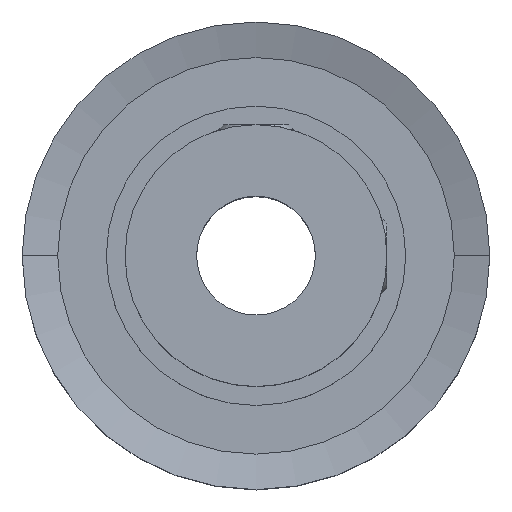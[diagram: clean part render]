
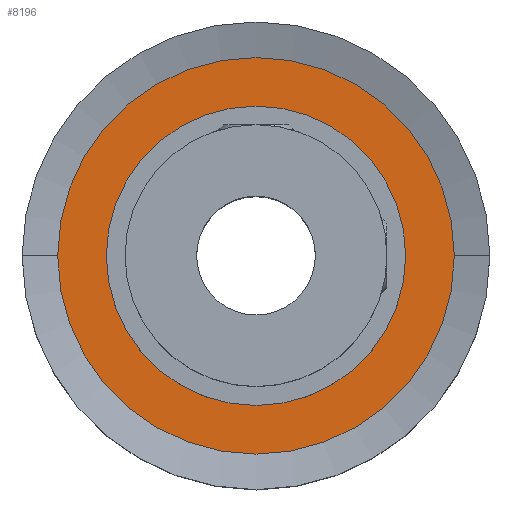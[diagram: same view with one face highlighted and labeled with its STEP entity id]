
A CAD part, top view. The second image highlights one B-rep face of the part: STEP entity #8196.
In plain terms, the highlighted planar face has unit normal (0, 0, 1).
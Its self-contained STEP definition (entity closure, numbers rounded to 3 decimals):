
#116 = DIRECTION ( 'NONE',  ( 1., 0., 0. ) ) ;
#473 = PLANE ( 'NONE',  #2248 ) ;
#590 = DIRECTION ( 'NONE',  ( 0., 0., -1. ) ) ;
#648 = FACE_BOUND ( 'NONE', #11605, .T. ) ;
#896 = DIRECTION ( 'NONE',  ( 0., 0., 1. ) ) ;
#1140 = AXIS2_PLACEMENT_3D ( 'NONE', #3992, #3386, #5149 ) ;
#1834 = CARTESIAN_POINT ( 'NONE',  ( 0., 0., 10.5 ) ) ;
#2248 = AXIS2_PLACEMENT_3D ( 'NONE', #4200, #590, #4261 ) ;
#2266 = AXIS2_PLACEMENT_3D ( 'NONE', #1834, #896, #10760 ) ;
#2506 = EDGE_CURVE ( 'NONE', #8262, #6016, #10328, .T. ) ;
#2955 = CARTESIAN_POINT ( 'NONE',  ( 0., 0., 10.5 ) ) ;
#3046 = CIRCLE ( 'NONE', #7551, 8. ) ;
#3211 = AXIS2_PLACEMENT_3D ( 'NONE', #10689, #6210, #116 ) ;
#3386 = DIRECTION ( 'NONE',  ( 0., 0., 1. ) ) ;
#3992 = CARTESIAN_POINT ( 'NONE',  ( 0., 0., 10.5 ) ) ;
#4065 = ORIENTED_EDGE ( 'NONE', *, *, #9093, .T. ) ;
#4164 = CIRCLE ( 'NONE', #1140, 8. ) ;
#4200 = CARTESIAN_POINT ( 'NONE',  ( 0., 0., 10.5 ) ) ;
#4261 = DIRECTION ( 'NONE',  ( -1., 0., 0. ) ) ;
#4350 = VERTEX_POINT ( 'NONE', #5355 ) ;
#4358 = CIRCLE ( 'NONE', #2266, 10.6 ) ;
#5042 = EDGE_LOOP ( 'NONE', ( #4065, #11576 ) ) ;
#5149 = DIRECTION ( 'NONE',  ( 1., 0., 0. ) ) ;
#5355 = CARTESIAN_POINT ( 'NONE',  ( 8., 0., 10.5 ) ) ;
#5659 = DIRECTION ( 'NONE',  ( 0., 0., 1. ) ) ;
#6016 = VERTEX_POINT ( 'NONE', #7321 ) ;
#6026 = CARTESIAN_POINT ( 'NONE',  ( -10.6, 0., 10.5 ) ) ;
#6210 = DIRECTION ( 'NONE',  ( 0., 0., 1. ) ) ;
#6615 = DIRECTION ( 'NONE',  ( 1., 0., 0. ) ) ;
#6735 = ORIENTED_EDGE ( 'NONE', *, *, #9635, .F. ) ;
#6743 = ORIENTED_EDGE ( 'NONE', *, *, #8940, .F. ) ;
#7321 = CARTESIAN_POINT ( 'NONE',  ( 10.6, 0., 10.5 ) ) ;
#7551 = AXIS2_PLACEMENT_3D ( 'NONE', #2955, #5659, #6615 ) ;
#7854 = FACE_OUTER_BOUND ( 'NONE', #5042, .T. ) ;
#8091 = CARTESIAN_POINT ( 'NONE',  ( -8., 0., 10.5 ) ) ;
#8196 = ADVANCED_FACE ( 'NONE', ( #648, #7854 ), #473, .F. ) ;
#8262 = VERTEX_POINT ( 'NONE', #6026 ) ;
#8940 = EDGE_CURVE ( 'NONE', #9453, #4350, #4164, .T. ) ;
#9093 = EDGE_CURVE ( 'NONE', #6016, #8262, #4358, .T. ) ;
#9453 = VERTEX_POINT ( 'NONE', #8091 ) ;
#9635 = EDGE_CURVE ( 'NONE', #4350, #9453, #3046, .T. ) ;
#10328 = CIRCLE ( 'NONE', #3211, 10.6 ) ;
#10689 = CARTESIAN_POINT ( 'NONE',  ( 0., 0., 10.5 ) ) ;
#10760 = DIRECTION ( 'NONE',  ( 1., 0., 0. ) ) ;
#11576 = ORIENTED_EDGE ( 'NONE', *, *, #2506, .T. ) ;
#11605 = EDGE_LOOP ( 'NONE', ( #6735, #6743 ) ) ;
